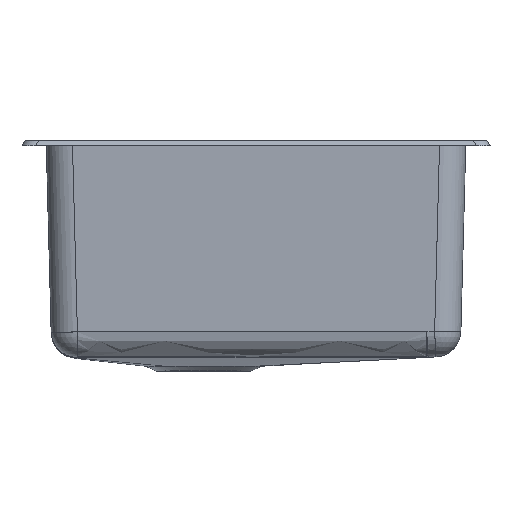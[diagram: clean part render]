
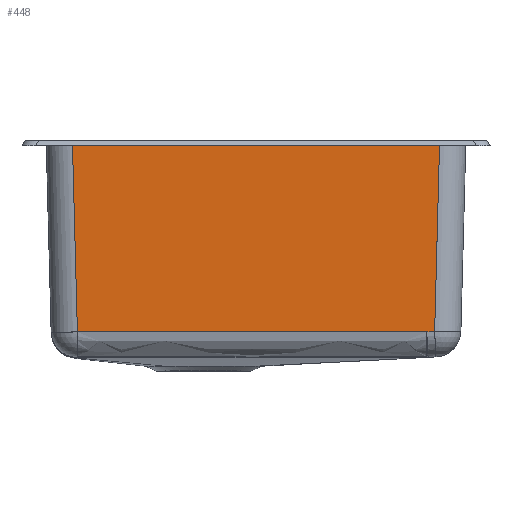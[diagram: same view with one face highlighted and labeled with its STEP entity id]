
A CAD part, left-side view. The second image highlights one B-rep face of the part: STEP entity #448.
In plain terms, the highlighted planar face has unit normal (-1, 0, -0.026).
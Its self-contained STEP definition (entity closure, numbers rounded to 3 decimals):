
#299=LINE('',#3192,#363);
#312=LINE('',#3914,#376);
#315=LINE('',#3919,#379);
#363=VECTOR('',#2633,1.);
#376=VECTOR('',#2744,1.);
#379=VECTOR('',#2751,1.);
#448=ADVANCED_FACE('',(#810),#561,.T.);
#561=PLANE('',#2443);
#618=B_SPLINE_CURVE_WITH_KNOTS('',3,(#3779,#3780,#3781,#3782),.UNSPECIFIED.,
.F.,.F.,(4,4),(0.,1.),.UNSPECIFIED.);
#619=B_SPLINE_CURVE_WITH_KNOTS('',3,(#3797,#3798,#3799,#3800,#3801,#3802,
#3803,#3804,#3805,#3806),.UNSPECIFIED.,.F.,.F.,(4,3,3,4),(0.,0.394,
0.697,1.),.UNSPECIFIED.);
#810=FACE_OUTER_BOUND('',#957,.T.);
#957=EDGE_LOOP('',(#1267,#1268,#1269,#1270,#1271));
#1267=ORIENTED_EDGE('',*,*,#2050,.F.);
#1268=ORIENTED_EDGE('',*,*,#2125,.T.);
#1269=ORIENTED_EDGE('',*,*,#2106,.T.);
#1270=ORIENTED_EDGE('',*,*,#2104,.T.);
#1271=ORIENTED_EDGE('',*,*,#2122,.T.);
#1825=VERTEX_POINT('',#3191);
#1826=VERTEX_POINT('',#3193);
#1849=VERTEX_POINT('',#3572);
#1857=VERTEX_POINT('',#3778);
#1858=VERTEX_POINT('',#3796);
#2050=EDGE_CURVE('',#1825,#1826,#299,.T.);
#2104=EDGE_CURVE('',#1849,#1857,#618,.T.);
#2106=EDGE_CURVE('',#1858,#1849,#619,.T.);
#2122=EDGE_CURVE('',#1857,#1826,#312,.T.);
#2125=EDGE_CURVE('',#1825,#1858,#315,.T.);
#2443=AXIS2_PLACEMENT_3D('',#3921,#2754,#2755);
#2633=DIRECTION('',(0.,-1.,0.));
#2744=DIRECTION('',(-0.026,-0.026,0.999));
#2751=DIRECTION('',(0.026,-0.026,-0.999));
#2754=DIRECTION('',(-1.,0.,-0.026));
#2755=DIRECTION('',(-0.026,0.,1.));
#3191=CARTESIAN_POINT('',(-392.369,174.878,-5.));
#3192=CARTESIAN_POINT('',(-392.369,0.,-5.));
#3193=CARTESIAN_POINT('',(-392.369,-174.878,-5.));
#3572=CARTESIAN_POINT('',(-387.729,-162.738,-182.214));
#3778=CARTESIAN_POINT('',(-387.738,-170.247,-181.843));
#3779=CARTESIAN_POINT('',(-387.729,-162.738,-182.214));
#3780=CARTESIAN_POINT('',(-387.732,-165.241,-182.091));
#3781=CARTESIAN_POINT('',(-387.735,-167.744,-181.967));
#3782=CARTESIAN_POINT('',(-387.738,-170.247,-181.843));
#3796=CARTESIAN_POINT('',(-387.726,170.234,-182.33));
#3797=CARTESIAN_POINT('',(-387.726,170.234,-182.33));
#3798=CARTESIAN_POINT('',(-387.724,126.456,-182.406));
#3799=CARTESIAN_POINT('',(-387.722,82.679,-182.459));
#3800=CARTESIAN_POINT('',(-387.722,38.901,-182.462));
#3801=CARTESIAN_POINT('',(-387.722,5.295,-182.465));
#3802=CARTESIAN_POINT('',(-387.723,-28.312,-182.437));
#3803=CARTESIAN_POINT('',(-387.724,-61.918,-182.391));
#3804=CARTESIAN_POINT('',(-387.725,-95.525,-182.344));
#3805=CARTESIAN_POINT('',(-387.727,-129.131,-182.28));
#3806=CARTESIAN_POINT('',(-387.729,-162.738,-182.214));
#3914=CARTESIAN_POINT('',(-392.243,-174.752,-9.806));
#3919=CARTESIAN_POINT('',(-392.517,175.026,0.654));
#3921=CARTESIAN_POINT('',(-392.5,200.,0.));
